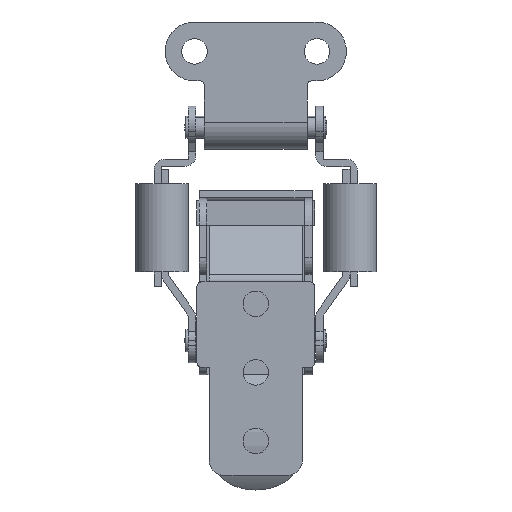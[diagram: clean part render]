
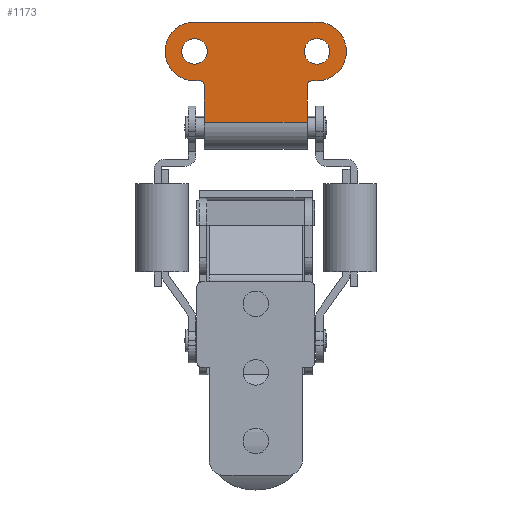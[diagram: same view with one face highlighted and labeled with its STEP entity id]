
A CAD part, front view. The second image highlights one B-rep face of the part: STEP entity #1173.
In plain terms, the highlighted planar face has unit normal (0, -1, 0).
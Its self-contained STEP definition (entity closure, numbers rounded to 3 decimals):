
#1127 = EDGE_CURVE ( 'NONE', #1128, #1129, #3380, .T. ) ;
#1128 = VERTEX_POINT ( 'NONE', #3375 ) ;
#1129 = VERTEX_POINT ( 'NONE', #3437 ) ;
#1146 = EDGE_CURVE ( 'NONE', #1147, #1148, #3418, .T. ) ;
#1147 = VERTEX_POINT ( 'NONE', #3414 ) ;
#1148 = VERTEX_POINT ( 'NONE', #3413 ) ;
#1166 = VERTEX_POINT ( 'NONE', #3445 ) ;
#1167 = ORIENTED_EDGE ( 'NONE', *, *, #1168, .F. ) ;
#1168 = EDGE_CURVE ( 'NONE', #1169, #1166, #3444, .T. ) ;
#1169 = VERTEX_POINT ( 'NONE', #3438 ) ;
#1170 = ORIENTED_EDGE ( 'NONE', *, *, #1171, .T. ) ;
#1171 = EDGE_CURVE ( 'NONE', #1169, #1172, #3188, .T. ) ;
#1172 = VERTEX_POINT ( 'NONE', #3184 ) ;
#1173 = ADVANCED_FACE ( 'NONE', ( #3183, #3182, #3181 ), #3503, .F. ) ;
#1174 = EDGE_LOOP ( 'NONE', ( #1175, #1177 ) ) ;
#1175 = ORIENTED_EDGE ( 'NONE', *, *, #1176, .T. ) ;
#1176 = EDGE_CURVE ( 'NONE', #1148, #1147, #3498, .T. ) ;
#1177 = ORIENTED_EDGE ( 'NONE', *, *, #1146, .T. ) ;
#1178 = EDGE_LOOP ( 'NONE', ( #1179, #1181 ) ) ;
#1179 = ORIENTED_EDGE ( 'NONE', *, *, #1180, .T. ) ;
#1180 = EDGE_CURVE ( 'NONE', #1129, #1128, #3493, .T. ) ;
#1181 = ORIENTED_EDGE ( 'NONE', *, *, #1127, .T. ) ;
#1182 = EDGE_LOOP ( 'NONE', ( #1183, #1241, #1244, #1247, #1167, #1170, #1227, #1230, #1232, #1233 ) ) ;
#1183 = ORIENTED_EDGE ( 'NONE', *, *, #1184, .F. ) ;
#1184 = EDGE_CURVE ( 'NONE', #1185, #1186, #3488, .T. ) ;
#1185 = VERTEX_POINT ( 'NONE', #3484 ) ;
#1186 = VERTEX_POINT ( 'NONE', #3483 ) ;
#1193 = VERTEX_POINT ( 'NONE', #3531 ) ;
#1195 = EDGE_CURVE ( 'NONE', #1196, #1193, #3530, .T. ) ;
#1196 = VERTEX_POINT ( 'NONE', #3526 ) ;
#1227 = ORIENTED_EDGE ( 'NONE', *, *, #1228, .F. ) ;
#1228 = EDGE_CURVE ( 'NONE', #1229, #1172, #3593, .T. ) ;
#1229 = VERTEX_POINT ( 'NONE', #3589 ) ;
#1230 = ORIENTED_EDGE ( 'NONE', *, *, #1231, .F. ) ;
#1231 = EDGE_CURVE ( 'NONE', #1196, #1229, #3587, .T. ) ;
#1232 = ORIENTED_EDGE ( 'NONE', *, *, #1195, .T. ) ;
#1233 = ORIENTED_EDGE ( 'NONE', *, *, #1234, .F. ) ;
#1234 = EDGE_CURVE ( 'NONE', #1186, #1193, #3582, .T. ) ;
#1241 = ORIENTED_EDGE ( 'NONE', *, *, #1242, .T. ) ;
#1242 = EDGE_CURVE ( 'NONE', #1185, #1243, #3629, .T. ) ;
#1243 = VERTEX_POINT ( 'NONE', #3625 ) ;
#1244 = ORIENTED_EDGE ( 'NONE', *, *, #1245, .F. ) ;
#1245 = EDGE_CURVE ( 'NONE', #1246, #1243, #3624, .T. ) ;
#1246 = VERTEX_POINT ( 'NONE', #3620 ) ;
#1247 = ORIENTED_EDGE ( 'NONE', *, *, #1248, .F. ) ;
#1248 = EDGE_CURVE ( 'NONE', #1166, #1246, #3619, .T. ) ;
#3181 = FACE_OUTER_BOUND ( 'NONE', #1182, .T. ) ;
#3182 = FACE_BOUND ( 'NONE', #1178, .T. ) ;
#3183 = FACE_BOUND ( 'NONE', #1174, .T. ) ;
#3184 = CARTESIAN_POINT ( 'NONE',  ( 11.5, 0., -6. ) ) ;
#3185 = DIRECTION ( 'NONE',  ( 0., 0., 1. ) ) ;
#3186 = DIRECTION ( 'NONE',  ( 0., 1., 0. ) ) ;
#3187 = AXIS2_PLACEMENT_3D ( 'NONE', #3193, #3186, #3185 ) ;
#3188 = CIRCLE ( 'NONE', #3187, 1. ) ;
#3193 = CARTESIAN_POINT ( 'NONE',  ( 11.5, 0., -7. ) ) ;
#3375 = CARTESIAN_POINT ( 'NONE',  ( -12.5, 0., -2.6 ) ) ;
#3376 = DIRECTION ( 'NONE',  ( 0., 0., 1. ) ) ;
#3377 = DIRECTION ( 'NONE',  ( 0., 1., 0. ) ) ;
#3378 = CARTESIAN_POINT ( 'NONE',  ( -12.5, 0., 0. ) ) ;
#3379 = AXIS2_PLACEMENT_3D ( 'NONE', #3378, #3377, #3376 ) ;
#3380 = CIRCLE ( 'NONE', #3379, 2.6 ) ;
#3413 = CARTESIAN_POINT ( 'NONE',  ( 12.5, 0., 2.6 ) ) ;
#3414 = CARTESIAN_POINT ( 'NONE',  ( 12.5, 0., -2.6 ) ) ;
#3415 = DIRECTION ( 'NONE',  ( 0., 0., 1. ) ) ;
#3416 = DIRECTION ( 'NONE',  ( 0., 1., 0. ) ) ;
#3417 = AXIS2_PLACEMENT_3D ( 'NONE', #3423, #3416, #3415 ) ;
#3418 = CIRCLE ( 'NONE', #3417, 2.6 ) ;
#3423 = CARTESIAN_POINT ( 'NONE',  ( 12.5, 0., 0. ) ) ;
#3437 = CARTESIAN_POINT ( 'NONE',  ( -12.5, 0., 2.6 ) ) ;
#3438 = CARTESIAN_POINT ( 'NONE',  ( 10.5, 0., -7. ) ) ;
#3441 = DIRECTION ( 'NONE',  ( 0., 0., -1. ) ) ;
#3442 = VECTOR ( 'NONE', #3441, 1000. ) ;
#3443 = CARTESIAN_POINT ( 'NONE',  ( 10.5, 0., -20. ) ) ;
#3444 = LINE ( 'NONE', #3443, #3442 ) ;
#3445 = CARTESIAN_POINT ( 'NONE',  ( 10.5, 0., -14.5 ) ) ;
#3483 = CARTESIAN_POINT ( 'NONE',  ( -12.5, 0., -6. ) ) ;
#3484 = CARTESIAN_POINT ( 'NONE',  ( -11.5, 0., -6. ) ) ;
#3485 = DIRECTION ( 'NONE',  ( -1., 0., 0. ) ) ;
#3486 = VECTOR ( 'NONE', #3485, 1000. ) ;
#3487 = CARTESIAN_POINT ( 'NONE',  ( -10.5, 0., -6. ) ) ;
#3488 = LINE ( 'NONE', #3487, #3486 ) ;
#3489 = DIRECTION ( 'NONE',  ( 0., 0., 1. ) ) ;
#3490 = DIRECTION ( 'NONE',  ( 0., 1., 0. ) ) ;
#3491 = CARTESIAN_POINT ( 'NONE',  ( -12.5, 0., 0. ) ) ;
#3492 = AXIS2_PLACEMENT_3D ( 'NONE', #3491, #3490, #3489 ) ;
#3493 = CIRCLE ( 'NONE', #3492, 2.6 ) ;
#3494 = DIRECTION ( 'NONE',  ( 0., 0., 1. ) ) ;
#3495 = DIRECTION ( 'NONE',  ( 0., 1., 0. ) ) ;
#3496 = CARTESIAN_POINT ( 'NONE',  ( 12.5, 0., 0. ) ) ;
#3497 = AXIS2_PLACEMENT_3D ( 'NONE', #3496, #3495, #3494 ) ;
#3498 = CIRCLE ( 'NONE', #3497, 2.6 ) ;
#3499 = DIRECTION ( 'NONE',  ( 0., 0., 1. ) ) ;
#3500 = DIRECTION ( 'NONE',  ( 0., 1., 0. ) ) ;
#3501 = CARTESIAN_POINT ( 'NONE',  ( 20., 0., 6. ) ) ;
#3502 = AXIS2_PLACEMENT_3D ( 'NONE', #3501, #3500, #3499 ) ;
#3503 = PLANE ( 'NONE',  #3502 ) ;
#3526 = CARTESIAN_POINT ( 'NONE',  ( 12.5, 0., 6. ) ) ;
#3527 = DIRECTION ( 'NONE',  ( -1., 0., 0. ) ) ;
#3528 = VECTOR ( 'NONE', #3527, 1000. ) ;
#3529 = CARTESIAN_POINT ( 'NONE',  ( 20., 0., 6. ) ) ;
#3530 = LINE ( 'NONE', #3529, #3528 ) ;
#3531 = CARTESIAN_POINT ( 'NONE',  ( -12.5, 0., 6. ) ) ;
#3566 = CARTESIAN_POINT ( 'NONE',  ( -11.5, 0., -7. ) ) ;
#3579 = DIRECTION ( 'NONE',  ( 0., 0., 1. ) ) ;
#3580 = DIRECTION ( 'NONE',  ( 0., 1., 0. ) ) ;
#3581 = AXIS2_PLACEMENT_3D ( 'NONE', #3588, #3580, #3579 ) ;
#3582 = CIRCLE ( 'NONE', #3581, 6. ) ;
#3583 = DIRECTION ( 'NONE',  ( 0., 0., -1. ) ) ;
#3584 = DIRECTION ( 'NONE',  ( 0., 1., 0. ) ) ;
#3585 = CARTESIAN_POINT ( 'NONE',  ( 12.5, 0., 0. ) ) ;
#3586 = AXIS2_PLACEMENT_3D ( 'NONE', #3585, #3584, #3583 ) ;
#3587 = CIRCLE ( 'NONE', #3586, 6. ) ;
#3588 = CARTESIAN_POINT ( 'NONE',  ( -12.5, 0., 0. ) ) ;
#3589 = CARTESIAN_POINT ( 'NONE',  ( 12.5, 0., -6. ) ) ;
#3590 = DIRECTION ( 'NONE',  ( -1., 0., 0. ) ) ;
#3591 = VECTOR ( 'NONE', #3590, 1000. ) ;
#3592 = CARTESIAN_POINT ( 'NONE',  ( 10.5, 0., -6. ) ) ;
#3593 = LINE ( 'NONE', #3592, #3591 ) ;
#3616 = DIRECTION ( 'NONE',  ( -1., 0., 0. ) ) ;
#3617 = VECTOR ( 'NONE', #3616, 1000. ) ;
#3618 = CARTESIAN_POINT ( 'NONE',  ( 20., 0., -14.5 ) ) ;
#3619 = LINE ( 'NONE', #3618, #3617 ) ;
#3620 = CARTESIAN_POINT ( 'NONE',  ( -10.5, 0., -14.5 ) ) ;
#3621 = DIRECTION ( 'NONE',  ( 0., 0., 1. ) ) ;
#3622 = VECTOR ( 'NONE', #3621, 1000. ) ;
#3623 = CARTESIAN_POINT ( 'NONE',  ( -10.5, 0., -20. ) ) ;
#3624 = LINE ( 'NONE', #3623, #3622 ) ;
#3625 = CARTESIAN_POINT ( 'NONE',  ( -10.5, 0., -7. ) ) ;
#3626 = DIRECTION ( 'NONE',  ( 0., 0., 1. ) ) ;
#3627 = DIRECTION ( 'NONE',  ( 0., 1., 0. ) ) ;
#3628 = AXIS2_PLACEMENT_3D ( 'NONE', #3566, #3627, #3626 ) ;
#3629 = CIRCLE ( 'NONE', #3628, 1. ) ;
